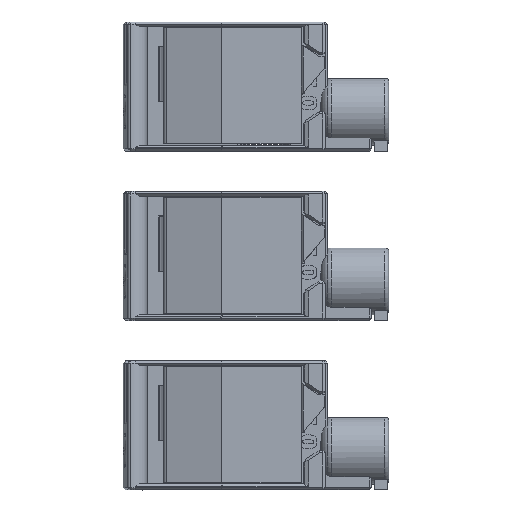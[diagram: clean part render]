
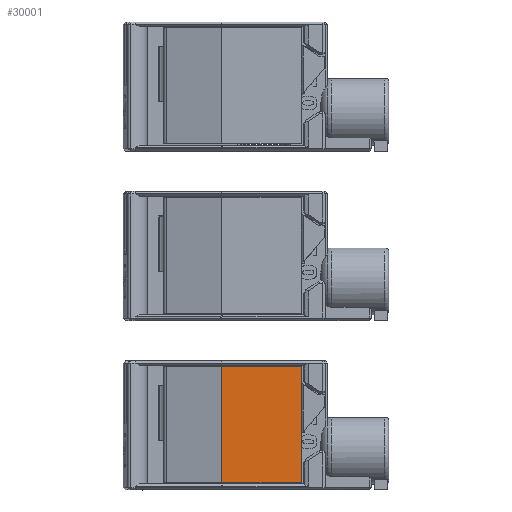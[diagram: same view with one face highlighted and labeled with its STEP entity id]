
A CAD part, top view. The second image highlights one B-rep face of the part: STEP entity #30001.
In plain terms, the highlighted planar face has unit normal (0, 0, 1).
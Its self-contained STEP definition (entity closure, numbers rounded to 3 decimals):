
#2523=FACE_OUTER_BOUND('',#4296,.T.);
#4296=EDGE_LOOP('',(#19977,#19978,#19979,#19980,#19981,#19982));
#6199=LINE('',#42206,#9172);
#6207=LINE('',#42226,#9180);
#6216=LINE('',#42249,#9189);
#6217=LINE('',#42250,#9190);
#6219=LINE('',#42253,#9192);
#6220=LINE('',#42254,#9193);
#9172=VECTOR('',#34522,14.048);
#9180=VECTOR('',#34536,14.048);
#9189=VECTOR('',#34561,8.647);
#9190=VECTOR('',#34562,2.907);
#9192=VECTOR('',#34566,8.996);
#9193=VECTOR('',#34567,20.55);
#12126=VERTEX_POINT('',#42190);
#12131=VERTEX_POINT('',#42203);
#12132=VERTEX_POINT('',#42205);
#12140=VERTEX_POINT('',#42223);
#12141=VERTEX_POINT('',#42225);
#12147=VERTEX_POINT('',#42248);
#15128=EDGE_CURVE('',#12131,#12132,#6199,.T.);
#15138=EDGE_CURVE('',#12140,#12141,#6207,.T.);
#15150=EDGE_CURVE('',#12131,#12147,#6216,.T.);
#15151=EDGE_CURVE('',#12126,#12141,#6217,.T.);
#15153=EDGE_CURVE('',#12147,#12126,#6219,.T.);
#15154=EDGE_CURVE('',#12132,#12140,#6220,.T.);
#19977=ORIENTED_EDGE('',*,*,#15150,.T.);
#19978=ORIENTED_EDGE('',*,*,#15153,.T.);
#19979=ORIENTED_EDGE('',*,*,#15151,.T.);
#19980=ORIENTED_EDGE('',*,*,#15138,.F.);
#19981=ORIENTED_EDGE('',*,*,#15154,.F.);
#19982=ORIENTED_EDGE('',*,*,#15128,.F.);
#28868=PLANE('',#31901);
#30001=ADVANCED_FACE('',(#2523),#28868,.T.);
#31901=AXIS2_PLACEMENT_3D('',#42252,#34564,#34565);
#34522=DIRECTION('',(-1.,0.,0.));
#34536=DIRECTION('',(1.,0.,0.));
#34561=DIRECTION('',(0.,1.,0.));
#34562=DIRECTION('',(0.,1.,0.));
#34564=DIRECTION('center_axis',(0.,0.,1.));
#34565=DIRECTION('ref_axis',(1.,0.,0.));
#34566=DIRECTION('',(0.,1.,0.));
#34567=DIRECTION('',(0.,1.,0.));
#42190=CARTESIAN_POINT('',(283.274,5.993,29.306));
#42203=CARTESIAN_POINT('',(283.274,-11.65,29.306));
#42205=CARTESIAN_POINT('',(269.226,-11.65,29.306));
#42206=CARTESIAN_POINT('',(283.274,-11.65,29.306));
#42223=CARTESIAN_POINT('',(269.226,8.9,29.306));
#42225=CARTESIAN_POINT('',(283.274,8.9,29.306));
#42226=CARTESIAN_POINT('',(269.226,8.9,29.306));
#42248=CARTESIAN_POINT('',(283.274,-3.003,29.306));
#42249=CARTESIAN_POINT('',(283.274,-11.65,29.306));
#42250=CARTESIAN_POINT('',(283.274,5.993,29.306));
#42252=CARTESIAN_POINT('Origin',(269.226,-11.5,29.306));
#42253=CARTESIAN_POINT('',(283.274,-3.003,29.306));
#42254=CARTESIAN_POINT('',(269.226,-11.65,29.306));
